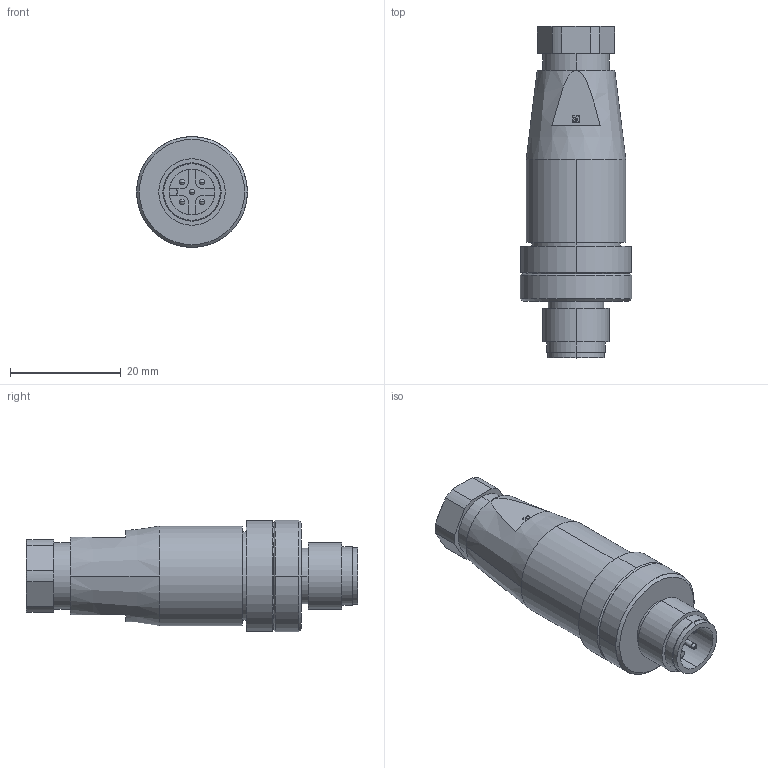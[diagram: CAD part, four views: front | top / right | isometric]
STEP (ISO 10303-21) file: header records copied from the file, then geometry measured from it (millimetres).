
FILE_DESCRIPTION(('SolidDesigner STEP Export'),'2;1');
FILE_NAME('1663116.stp','2008-12-08T16:42:36',(''),(''),'CoCreate Modeling STEP processor for AP214 (Solid Model)','CoCreate Modeling 16.00A 16-Aug-2008 (C) Parametric Technology GmbH','');
FILE_SCHEMA(('AUTOMOTIVE_DESIGN { 1 0 10303 214 1 1 1 1 }'));
Length unit declared in the file: millimetre
Products named in the file (2): 1663116
Assembly tree (1 placements, depth 2):
  1663116
    1663116
Bounding box: 20.05 x 59.9 x 20.05 mm (x, y, z)
Volume: 11558.6 mm3; surface area: 4356 mm2
Topology: 1 solids, 1 shells, 147 faces, 368 edges, 234 vertices
Faces by surface type: cylinder 67, plane 54, cone 16, sphere 10
Entity records: 5142 total; most frequent: ORIENTED_EDGE 716, CARTESIAN_POINT 680, DIRECTION 633, EDGE_CURVE 358, AXIS2_PLACEMENT_3D 238, VERTEX_POINT 234, EDGE_LOOP 168, VECTOR 157
